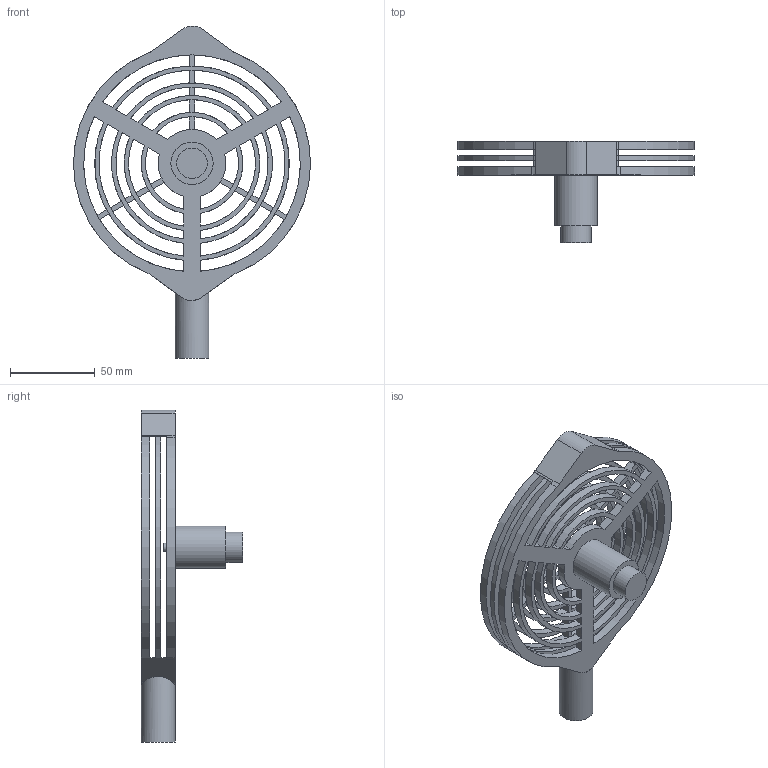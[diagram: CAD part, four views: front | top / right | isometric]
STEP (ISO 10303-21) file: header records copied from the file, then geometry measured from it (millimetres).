
FILE_DESCRIPTION(/* description */ (''),/* implementation_level */ '2;1');
FILE_NAME(/* name */ 'AERO - Propeller Housing_ipt_f68ac60a.STEP',/* time_stamp */ '2021-01-21T14:33:01+11:00',/* author */ ('garciar1'),/* organization */ (''),/* preprocessor_version */ 'ST-DEVELOPER v18.1',/* originating_system */ 'Autodesk Inventor 2021',/* authorisation */ '');
FILE_SCHEMA (('AUTOMOTIVE_DESIGN { 1 0 10303 214 3 1 1 }'));
Length unit declared in the file: millimetre
Products named in the file (1): AERO - Propeller Housing
Bounding box: 140 x 60 x 196.06 mm (x, y, z)
Volume: 116822.8 mm3; surface area: 74983 mm2
Topology: 1 solids, 1 shells, 241 faces, 716 edges, 477 vertices
Faces by surface type: cylinder 124, plane 117
Full cylindrical faces by diameter (mm): 5 x1, 18 x1, 20 x1, 25 x1, 128 x1
Entity records: 8434 total; most frequent: CARTESIAN_POINT 1463, DIRECTION 1451, ORIENTED_EDGE 1432, EDGE_CURVE 716, AXIS2_PLACEMENT_3D 497, VERTEX_POINT 477, LINE 457, VECTOR 457
